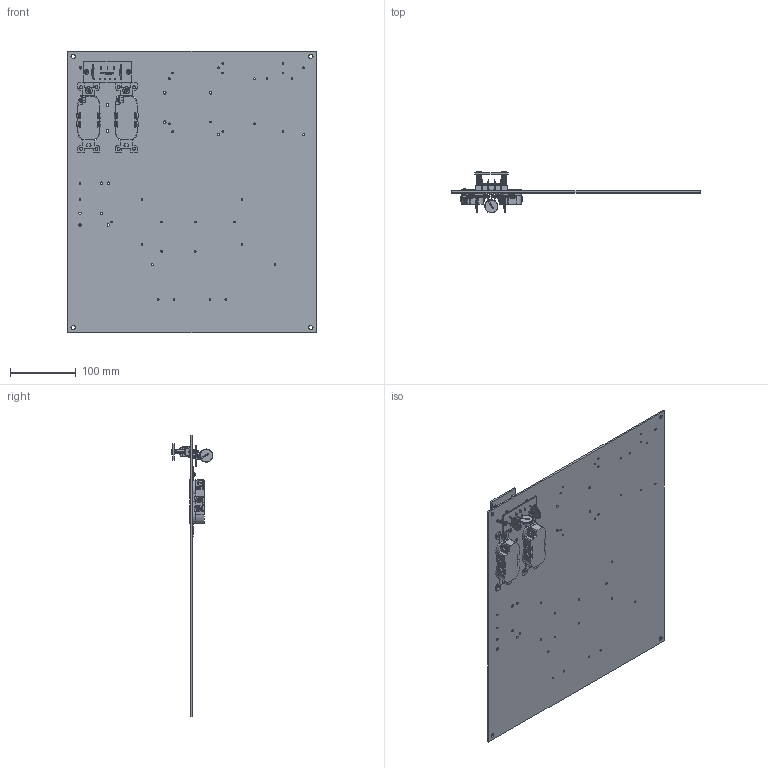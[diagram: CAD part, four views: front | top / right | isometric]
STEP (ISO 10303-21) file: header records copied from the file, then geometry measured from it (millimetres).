
FILE_DESCRIPTION (( 'STEP AP214' ), '1' );
FILE_NAME ('TEF18-RP100.STEP', '2019-05-09T14:09:31', ( '' ), ( '' ), 'SwSTEP 2.0', 'SolidWorks 2018', '' );
FILE_SCHEMA (( 'AUTOMOTIVE_DESIGN' ));
Length unit declared in the file: inch
Products named in the file (16): XFS-0012; X-PCB-HYP285; XMH-0010; XLBL-F704-UL_With Actual Text; XCTB-0002; X-ASSY-HYP285-1; XFN-0013; XF685-01; 1AW05-082_With Actual Text; XERZ-V20D241; 1AW05-083_With Actual Text; TEF18-RP100; XFW-0009; XFS-0017; XFN-0022; XF797-02
Assembly tree (28 placements, depth 3):
  TEF18-RP100
    XF685-01
    XCTB-0002
    XFN-0013  x2
    XMH-0010  x2
    XF797-02
    XFS-0017  x7
    1AW05-082_With Actual Text
    1AW05-083_With Actual Text
    XLBL-F704-UL_With Actual Text
    X-ASSY-HYP285-1
      X-PCB-HYP285
      XERZ-V20D241  x3
    XFN-0022  x2
    XFW-0009  x2
    XFS-0012  x2
Bounding box: 377.82 x 63.71 x 428.62 mm (x, y, z)
Volume: 500143.9 mm3; surface area: 370394.9 mm2
Topology: 27 solids, 27 shells, 2715 faces, 6759 edges, 4208 vertices
Faces by surface type: plane 1139, cylinder 634, cone 434, bspline 310, torus 169, sphere 29
Entity records: 86060 total; most frequent: CARTESIAN_POINT 26006, ORIENTED_EDGE 9156, DIRECTION 8045, EDGE_CURVE 4578, VERTEX_POINT 2929, LINE 2737, VECTOR 2737, AXIS2_PLACEMENT_3D 2654
